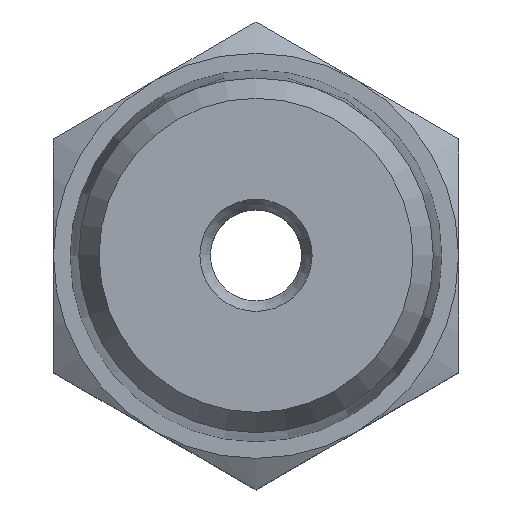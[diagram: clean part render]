
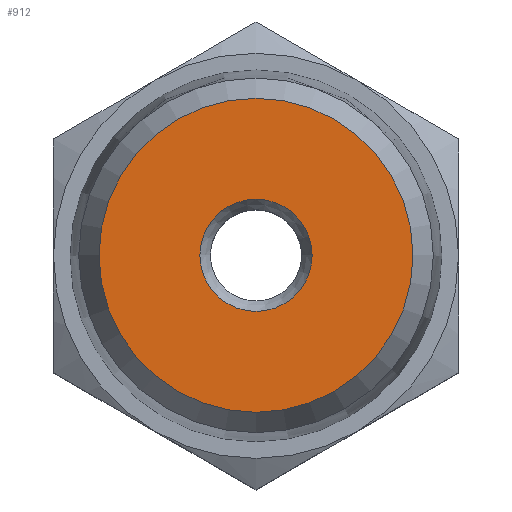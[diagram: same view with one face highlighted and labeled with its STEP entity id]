
A CAD part, top view. The second image highlights one B-rep face of the part: STEP entity #912.
In plain terms, the highlighted planar face has unit normal (0, 0, 1).
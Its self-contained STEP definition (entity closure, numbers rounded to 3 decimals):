
#189=ORIENTED_EDGE('',*,*,#316,.F.);
#190=ORIENTED_EDGE('',*,*,#317,.T.);
#316=EDGE_CURVE('',#384,#384,#420,.T.);
#317=EDGE_CURVE('',#385,#385,#421,.T.);
#384=VERTEX_POINT('',#1370);
#385=VERTEX_POINT('',#1372);
#420=CIRCLE('',#979,1.539);
#421=CIRCLE('',#980,4.305);
#469=EDGE_LOOP('',(#189));
#470=EDGE_LOOP('',(#190));
#533=FACE_BOUND('',#469,.T.);
#534=FACE_BOUND('',#470,.T.);
#575=PLANE('',#978);
#912=ADVANCED_FACE('',(#533,#534),#575,.F.);
#978=AXIS2_PLACEMENT_3D('',#1368,#1105,#1106);
#979=AXIS2_PLACEMENT_3D('',#1369,#1107,#1108);
#980=AXIS2_PLACEMENT_3D('',#1371,#1109,#1110);
#1105=DIRECTION('',(0.,0.,-1.));
#1106=DIRECTION('',(-1.,0.,0.));
#1107=DIRECTION('',(0.,0.,1.));
#1108=DIRECTION('',(1.,0.,0.));
#1109=DIRECTION('',(0.,0.,1.));
#1110=DIRECTION('',(1.,0.,0.));
#1368=CARTESIAN_POINT('',(4.305,0.,8.5));
#1369=CARTESIAN_POINT('',(0.,0.,8.5));
#1370=CARTESIAN_POINT('',(1.539,0.,8.5));
#1371=CARTESIAN_POINT('',(0.,0.,8.5));
#1372=CARTESIAN_POINT('',(4.305,0.,8.5));
